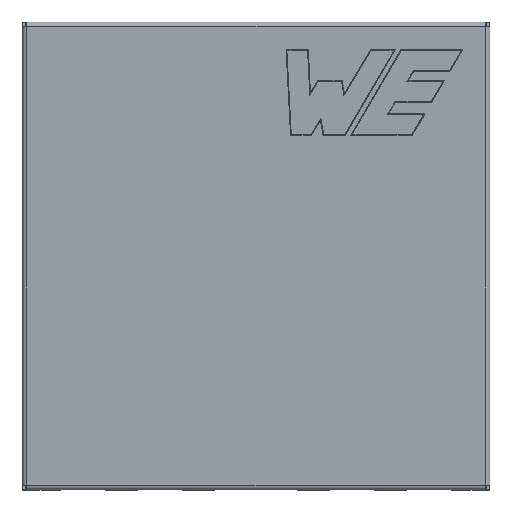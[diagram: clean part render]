
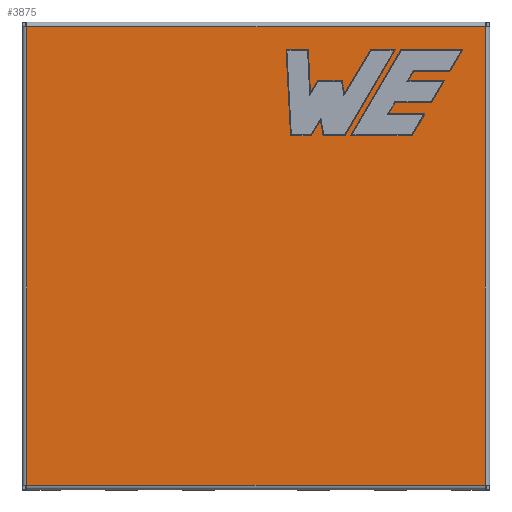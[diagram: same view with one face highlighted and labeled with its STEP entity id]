
A CAD part, top view. The second image highlights one B-rep face of the part: STEP entity #3875.
In plain terms, the highlighted planar face has unit normal (0, 0, 1).
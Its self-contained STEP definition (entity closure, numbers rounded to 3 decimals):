
#121=PLANE('',#4274);
#1347=ORIENTED_EDGE('',*,*,#1882,.T.);
#1348=ORIENTED_EDGE('',*,*,#1892,.T.);
#1349=ORIENTED_EDGE('',*,*,#1894,.T.);
#1350=ORIENTED_EDGE('',*,*,#1886,.T.);
#1351=ORIENTED_EDGE('',*,*,#1876,.T.);
#1352=ORIENTED_EDGE('',*,*,#1866,.T.);
#1353=ORIENTED_EDGE('',*,*,#1856,.T.);
#1354=ORIENTED_EDGE('',*,*,#1845,.T.);
#1355=ORIENTED_EDGE('',*,*,#1839,.T.);
#1356=ORIENTED_EDGE('',*,*,#1841,.T.);
#1357=ORIENTED_EDGE('',*,*,#1852,.T.);
#1358=ORIENTED_EDGE('',*,*,#1862,.T.);
#1359=ORIENTED_EDGE('',*,*,#1872,.T.);
#1360=ORIENTED_EDGE('',*,*,#1781,.T.);
#1361=ORIENTED_EDGE('',*,*,#1792,.T.);
#1362=ORIENTED_EDGE('',*,*,#1802,.T.);
#1363=ORIENTED_EDGE('',*,*,#1812,.T.);
#1364=ORIENTED_EDGE('',*,*,#1822,.T.);
#1365=ORIENTED_EDGE('',*,*,#1832,.T.);
#1366=ORIENTED_EDGE('',*,*,#1826,.T.);
#1367=ORIENTED_EDGE('',*,*,#1816,.T.);
#1368=ORIENTED_EDGE('',*,*,#1806,.T.);
#1369=ORIENTED_EDGE('',*,*,#1796,.T.);
#1370=ORIENTED_EDGE('',*,*,#1785,.T.);
#1371=ORIENTED_EDGE('',*,*,#1779,.T.);
#1372=ORIENTED_EDGE('',*,*,#1964,.F.);
#1373=ORIENTED_EDGE('',*,*,#1994,.T.);
#1374=ORIENTED_EDGE('',*,*,#1936,.T.);
#1375=ORIENTED_EDGE('',*,*,#1996,.T.);
#1779=EDGE_CURVE('',#2266,#2268,#2551,.T.);
#1781=EDGE_CURVE('',#2268,#2269,#2553,.T.);
#1785=EDGE_CURVE('',#2272,#2266,#2557,.T.);
#1792=EDGE_CURVE('',#2269,#2276,#2564,.T.);
#1796=EDGE_CURVE('',#2279,#2272,#2568,.T.);
#1802=EDGE_CURVE('',#2276,#2282,#2574,.T.);
#1806=EDGE_CURVE('',#2284,#2279,#2578,.T.);
#1812=EDGE_CURVE('',#2282,#2288,#2584,.T.);
#1816=EDGE_CURVE('',#2290,#2284,#2588,.T.);
#1822=EDGE_CURVE('',#2288,#2294,#2594,.T.);
#1826=EDGE_CURVE('',#2296,#2290,#2598,.T.);
#1832=EDGE_CURVE('',#2294,#2296,#2604,.T.);
#1839=EDGE_CURVE('',#2302,#2304,#2611,.T.);
#1841=EDGE_CURVE('',#2304,#2306,#2613,.T.);
#1845=EDGE_CURVE('',#2308,#2302,#2617,.T.);
#1852=EDGE_CURVE('',#2306,#2313,#2624,.T.);
#1856=EDGE_CURVE('',#2315,#2308,#2628,.T.);
#1862=EDGE_CURVE('',#2313,#2319,#2634,.T.);
#1866=EDGE_CURVE('',#2321,#2315,#2638,.T.);
#1872=EDGE_CURVE('',#2319,#2325,#2644,.T.);
#1876=EDGE_CURVE('',#2327,#2321,#2648,.T.);
#1882=EDGE_CURVE('',#2325,#2331,#2654,.T.);
#1886=EDGE_CURVE('',#2333,#2327,#2658,.T.);
#1892=EDGE_CURVE('',#2331,#2337,#2664,.T.);
#1894=EDGE_CURVE('',#2337,#2333,#2666,.T.);
#1936=EDGE_CURVE('',#2369,#2371,#2704,.T.);
#1964=EDGE_CURVE('',#2383,#2381,#2728,.T.);
#1994=EDGE_CURVE('',#2383,#2369,#2756,.T.);
#1996=EDGE_CURVE('',#2371,#2381,#2757,.T.);
#2266=VERTEX_POINT('',#6126);
#2268=VERTEX_POINT('',#6130);
#2269=VERTEX_POINT('',#6134);
#2272=VERTEX_POINT('',#6141);
#2276=VERTEX_POINT('',#6156);
#2279=VERTEX_POINT('',#6163);
#2282=VERTEX_POINT('',#6176);
#2284=VERTEX_POINT('',#6182);
#2288=VERTEX_POINT('',#6196);
#2290=VERTEX_POINT('',#6202);
#2294=VERTEX_POINT('',#6216);
#2296=VERTEX_POINT('',#6222);
#2302=VERTEX_POINT('',#6246);
#2304=VERTEX_POINT('',#6250);
#2306=VERTEX_POINT('',#6255);
#2308=VERTEX_POINT('',#6261);
#2313=VERTEX_POINT('',#6277);
#2315=VERTEX_POINT('',#6283);
#2319=VERTEX_POINT('',#6297);
#2321=VERTEX_POINT('',#6303);
#2325=VERTEX_POINT('',#6317);
#2327=VERTEX_POINT('',#6323);
#2331=VERTEX_POINT('',#6337);
#2333=VERTEX_POINT('',#6343);
#2337=VERTEX_POINT('',#6357);
#2369=VERTEX_POINT('',#6447);
#2371=VERTEX_POINT('',#6451);
#2381=VERTEX_POINT('',#6494);
#2383=VERTEX_POINT('',#6498);
#2551=LINE('',#6131,#2944);
#2553=LINE('',#6136,#2946);
#2557=LINE('',#6143,#2950);
#2564=LINE('',#6158,#2957);
#2568=LINE('',#6165,#2961);
#2574=LINE('',#6178,#2967);
#2578=LINE('',#6185,#2971);
#2584=LINE('',#6198,#2977);
#2588=LINE('',#6205,#2981);
#2594=LINE('',#6218,#2987);
#2598=LINE('',#6225,#2991);
#2604=LINE('',#6236,#2997);
#2611=LINE('',#6251,#3004);
#2613=LINE('',#6256,#3006);
#2617=LINE('',#6263,#3010);
#2624=LINE('',#6278,#3017);
#2628=LINE('',#6285,#3021);
#2634=LINE('',#6298,#3027);
#2638=LINE('',#6305,#3031);
#2644=LINE('',#6318,#3037);
#2648=LINE('',#6325,#3041);
#2654=LINE('',#6338,#3047);
#2658=LINE('',#6345,#3051);
#2664=LINE('',#6358,#3057);
#2666=LINE('',#6361,#3059);
#2704=LINE('',#6452,#3097);
#2728=LINE('',#6499,#3121);
#2756=LINE('',#6540,#3149);
#2757=LINE('',#6543,#3150);
#2944=VECTOR('',#4982,1000.);
#2946=VECTOR('',#4986,1000.);
#2950=VECTOR('',#4992,1000.);
#2957=VECTOR('',#5005,1000.);
#2961=VECTOR('',#5011,1000.);
#2967=VECTOR('',#5023,1000.);
#2971=VECTOR('',#5029,1000.);
#2977=VECTOR('',#5041,1000.);
#2981=VECTOR('',#5047,1000.);
#2987=VECTOR('',#5059,1000.);
#2991=VECTOR('',#5065,1000.);
#2997=VECTOR('',#5077,1000.);
#3004=VECTOR('',#5090,1000.);
#3006=VECTOR('',#5094,1000.);
#3010=VECTOR('',#5100,1000.);
#3017=VECTOR('',#5113,1000.);
#3021=VECTOR('',#5119,1000.);
#3027=VECTOR('',#5131,1000.);
#3031=VECTOR('',#5137,1000.);
#3037=VECTOR('',#5149,1000.);
#3041=VECTOR('',#5155,1000.);
#3047=VECTOR('',#5167,1000.);
#3051=VECTOR('',#5173,1000.);
#3057=VECTOR('',#5185,1000.);
#3059=VECTOR('',#5189,1000.);
#3097=VECTOR('',#5265,1000.);
#3121=VECTOR('',#5311,1000.);
#3149=VECTOR('',#5357,1000.);
#3150=VECTOR('',#5362,1000.);
#3363=EDGE_LOOP('',(#1347,#1348,#1349,#1350,#1351,#1352,#1353,#1354,#1355,
#1356,#1357,#1358,#1359));
#3364=EDGE_LOOP('',(#1360,#1361,#1362,#1363,#1364,#1365,#1366,#1367,#1368,
#1369,#1370,#1371));
#3365=EDGE_LOOP('',(#1372,#1373,#1374,#1375));
#3575=FACE_BOUND('',#3363,.T.);
#3576=FACE_BOUND('',#3364,.T.);
#3577=FACE_BOUND('',#3365,.T.);
#3875=ADVANCED_FACE('',(#3575,#3576,#3577),#121,.F.);
#4274=AXIS2_PLACEMENT_3D('',#6584,#5420,#5421);
#4982=DIRECTION('',(0.504,0.864,0.));
#4986=DIRECTION('',(1.,0.,0.));
#4992=DIRECTION('',(-1.,0.,0.));
#5005=DIRECTION('',(-0.507,-0.862,0.));
#5011=DIRECTION('',(-0.507,-0.862,0.));
#5023=DIRECTION('',(-1.,0.,0.));
#5029=DIRECTION('',(1.,0.,0.));
#5041=DIRECTION('',(-0.507,-0.862,0.));
#5047=DIRECTION('',(-0.507,-0.862,0.));
#5059=DIRECTION('',(1.,0.,0.));
#5065=DIRECTION('',(-1.,0.,0.));
#5077=DIRECTION('',(-0.507,-0.862,0.));
#5090=DIRECTION('',(1.,0.,0.));
#5094=DIRECTION('',(-0.504,-0.864,0.));
#5100=DIRECTION('',(0.512,0.859,0.));
#5113=DIRECTION('',(-1.,0.,0.));
#5119=DIRECTION('',(0.171,-0.985,0.));
#5131=DIRECTION('',(-0.171,0.985,0.));
#5137=DIRECTION('',(1.,0.,0.));
#5149=DIRECTION('',(-0.512,-0.859,0.));
#5155=DIRECTION('',(0.512,0.859,0.));
#5167=DIRECTION('',(-1.,0.,0.));
#5173=DIRECTION('',(0.047,-0.999,0.));
#5185=DIRECTION('',(-0.052,0.999,0.));
#5189=DIRECTION('',(1.,0.,0.));
#5265=DIRECTION('',(-1.,0.,0.));
#5311=DIRECTION('',(-1.,0.,0.));
#5357=DIRECTION('',(0.,1.,0.));
#5362=DIRECTION('',(0.,-1.,0.));
#5420=DIRECTION('',(0.,0.,-1.));
#5421=DIRECTION('',(-1.,0.,0.));
#6126=CARTESIAN_POINT('',(6.147,7.817,3.2));
#6130=CARTESIAN_POINT('',(9.415,13.425,3.2));
#6131=CARTESIAN_POINT('',(6.147,7.817,3.2));
#6134=CARTESIAN_POINT('',(13.444,13.425,3.2));
#6136=CARTESIAN_POINT('',(9.415,13.425,3.2));
#6141=CARTESIAN_POINT('',(10.143,7.817,3.2));
#6143=CARTESIAN_POINT('',(10.143,7.817,3.2));
#6156=CARTESIAN_POINT('',(12.6,11.992,3.2));
#6158=CARTESIAN_POINT('',(13.444,13.425,3.2));
#6163=CARTESIAN_POINT('',(10.97,9.222,3.2));
#6165=CARTESIAN_POINT('',(10.97,9.222,3.2));
#6176=CARTESIAN_POINT('',(10.247,11.992,3.2));
#6178=CARTESIAN_POINT('',(12.6,11.992,3.2));
#6182=CARTESIAN_POINT('',(8.617,9.222,3.2));
#6185=CARTESIAN_POINT('',(8.617,9.222,3.2));
#6196=CARTESIAN_POINT('',(9.896,11.396,3.2));
#6198=CARTESIAN_POINT('',(10.247,11.992,3.2));
#6202=CARTESIAN_POINT('',(9.054,9.965,3.2));
#6205=CARTESIAN_POINT('',(9.054,9.965,3.2));
#6216=CARTESIAN_POINT('',(12.25,11.396,3.2));
#6218=CARTESIAN_POINT('',(9.896,11.396,3.2));
#6222=CARTESIAN_POINT('',(11.407,9.965,3.2));
#6225=CARTESIAN_POINT('',(11.407,9.965,3.2));
#6236=CARTESIAN_POINT('',(12.25,11.396,3.2));
#6246=CARTESIAN_POINT('',(7.454,13.425,3.2));
#6250=CARTESIAN_POINT('',(9.064,13.425,3.2));
#6251=CARTESIAN_POINT('',(7.454,13.425,3.2));
#6255=CARTESIAN_POINT('',(5.795,7.817,3.2));
#6256=CARTESIAN_POINT('',(9.064,13.425,3.2));
#6261=CARTESIAN_POINT('',(5.743,10.555,3.2));
#6263=CARTESIAN_POINT('',(5.743,10.555,3.2));
#6277=CARTESIAN_POINT('',(4.359,7.817,3.2));
#6278=CARTESIAN_POINT('',(5.795,7.817,3.2));
#6283=CARTESIAN_POINT('',(5.597,11.396,3.2));
#6285=CARTESIAN_POINT('',(5.597,11.396,3.2));
#6297=CARTESIAN_POINT('',(4.187,8.809,3.2));
#6298=CARTESIAN_POINT('',(4.359,7.817,3.2));
#6303=CARTESIAN_POINT('',(4.009,11.396,3.2));
#6305=CARTESIAN_POINT('',(4.009,11.396,3.2));
#6317=CARTESIAN_POINT('',(3.596,7.817,3.2));
#6318=CARTESIAN_POINT('',(4.187,8.809,3.2));
#6323=CARTESIAN_POINT('',(3.534,10.6,3.2));
#6325=CARTESIAN_POINT('',(3.534,10.6,3.2));
#6337=CARTESIAN_POINT('',(2.245,7.817,3.2));
#6338=CARTESIAN_POINT('',(3.596,7.817,3.2));
#6343=CARTESIAN_POINT('',(3.401,13.425,3.2));
#6345=CARTESIAN_POINT('',(3.401,13.425,3.2));
#6357=CARTESIAN_POINT('',(1.952,13.425,3.2));
#6358=CARTESIAN_POINT('',(2.245,7.817,3.2));
#6361=CARTESIAN_POINT('',(1.952,13.425,3.2));
#6447=CARTESIAN_POINT('',(14.9,14.9,3.2));
#6451=CARTESIAN_POINT('',(-14.9,14.9,3.2));
#6452=CARTESIAN_POINT('',(-15.,14.9,3.2));
#6494=CARTESIAN_POINT('',(-14.9,-14.9,3.2));
#6498=CARTESIAN_POINT('',(14.9,-14.9,3.2));
#6499=CARTESIAN_POINT('',(-15.,-14.9,3.2));
#6540=CARTESIAN_POINT('',(14.9,14.9,3.2));
#6543=CARTESIAN_POINT('',(-14.9,14.9,3.2));
#6584=CARTESIAN_POINT('',(-15.,14.9,3.2));
